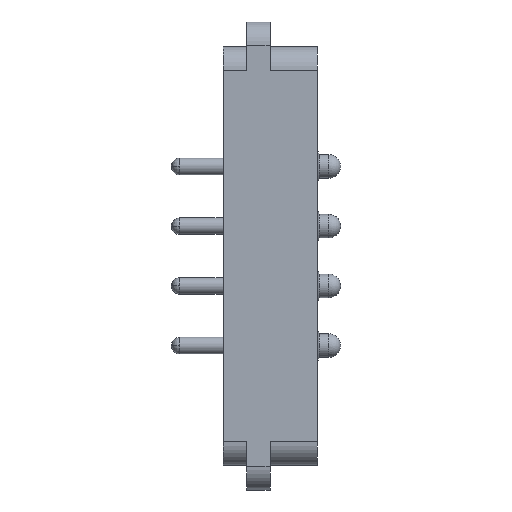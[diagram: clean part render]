
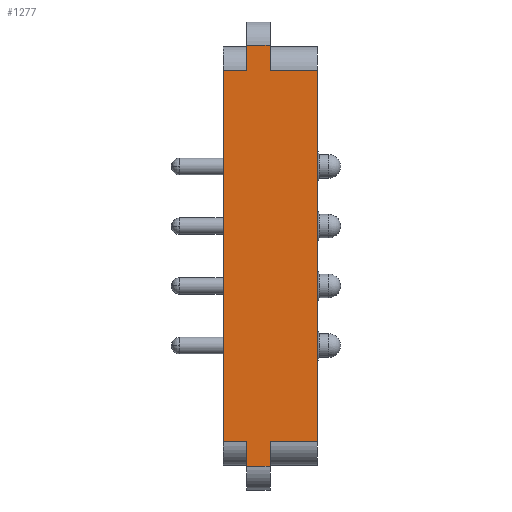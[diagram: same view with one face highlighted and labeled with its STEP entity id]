
A CAD part, top view. The second image highlights one B-rep face of the part: STEP entity #1277.
In plain terms, the highlighted planar face has unit normal (0, 0, 1).
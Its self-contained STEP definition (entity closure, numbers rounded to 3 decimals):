
#105 = VERTEX_POINT('',#106);
#106 = CARTESIAN_POINT('',(-7.9,0.,2.1));
#113 = EDGE_CURVE('',#114,#105,#116,.T.);
#114 = VERTEX_POINT('',#115);
#115 = CARTESIAN_POINT('',(7.9,0.,2.1));
#116 = LINE('',#117,#118);
#117 = CARTESIAN_POINT('',(7.9,0.,2.1));
#118 = VECTOR('',#119,1.);
#119 = DIRECTION('',(-1.,0.,0.));
#240 = VERTEX_POINT('',#241);
#241 = CARTESIAN_POINT('',(-8.95,-1.,2.1));
#250 = EDGE_CURVE('',#240,#251,#253,.T.);
#251 = VERTEX_POINT('',#252);
#252 = CARTESIAN_POINT('',(-7.9,-1.,2.1));
#253 = LINE('',#254,#255);
#254 = CARTESIAN_POINT('',(-8.95,-1.,2.1));
#255 = VECTOR('',#256,1.);
#256 = DIRECTION('',(1.,0.,0.));
#299 = EDGE_CURVE('',#105,#251,#300,.T.);
#300 = LINE('',#301,#302);
#301 = CARTESIAN_POINT('',(-7.9,0.,2.1));
#302 = VECTOR('',#303,1.);
#303 = DIRECTION('',(0.,-1.,0.));
#325 = VERTEX_POINT('',#326);
#326 = CARTESIAN_POINT('',(7.9,-1.,2.1));
#333 = EDGE_CURVE('',#114,#325,#334,.T.);
#334 = LINE('',#335,#336);
#335 = CARTESIAN_POINT('',(7.9,0.,2.1));
#336 = VECTOR('',#337,1.);
#337 = DIRECTION('',(0.,-1.,0.));
#496 = EDGE_CURVE('',#240,#497,#499,.T.);
#497 = VERTEX_POINT('',#498);
#498 = CARTESIAN_POINT('',(-8.95,-2.,2.1));
#499 = LINE('',#500,#501);
#500 = CARTESIAN_POINT('',(-8.95,-1.,2.1));
#501 = VECTOR('',#502,1.);
#502 = DIRECTION('',(0.,-1.,0.));
#605 = EDGE_CURVE('',#606,#325,#608,.T.);
#606 = VERTEX_POINT('',#607);
#607 = CARTESIAN_POINT('',(8.95,-1.,2.1));
#608 = LINE('',#609,#610);
#609 = CARTESIAN_POINT('',(8.95,-1.,2.1));
#610 = VECTOR('',#611,1.);
#611 = DIRECTION('',(-1.,0.,0.));
#709 = EDGE_CURVE('',#497,#710,#712,.T.);
#710 = VERTEX_POINT('',#711);
#711 = CARTESIAN_POINT('',(-7.9,-2.,2.1));
#712 = LINE('',#713,#714);
#713 = CARTESIAN_POINT('',(-8.95,-2.,2.1));
#714 = VECTOR('',#715,1.);
#715 = DIRECTION('',(1.,0.,0.));
#760 = EDGE_CURVE('',#710,#761,#763,.T.);
#761 = VERTEX_POINT('',#762);
#762 = CARTESIAN_POINT('',(-7.9,-4.,2.1));
#763 = LINE('',#764,#765);
#764 = CARTESIAN_POINT('',(-7.9,0.,2.1));
#765 = VECTOR('',#766,1.);
#766 = DIRECTION('',(0.,-1.,0.));
#800 = EDGE_CURVE('',#801,#761,#803,.T.);
#801 = VERTEX_POINT('',#802);
#802 = CARTESIAN_POINT('',(7.9,-4.,2.1));
#803 = LINE('',#804,#805);
#804 = CARTESIAN_POINT('',(7.9,-4.,2.1));
#805 = VECTOR('',#806,1.);
#806 = DIRECTION('',(-1.,0.,0.));
#924 = VERTEX_POINT('',#925);
#925 = CARTESIAN_POINT('',(7.9,-2.,2.1));
#941 = EDGE_CURVE('',#924,#801,#942,.T.);
#942 = LINE('',#943,#944);
#943 = CARTESIAN_POINT('',(7.9,0.,2.1));
#944 = VECTOR('',#945,1.);
#945 = DIRECTION('',(0.,-1.,0.));
#1184 = EDGE_CURVE('',#1185,#924,#1187,.T.);
#1185 = VERTEX_POINT('',#1186);
#1186 = CARTESIAN_POINT('',(8.95,-2.,2.1));
#1187 = LINE('',#1188,#1189);
#1188 = CARTESIAN_POINT('',(8.95,-2.,2.1));
#1189 = VECTOR('',#1190,1.);
#1190 = DIRECTION('',(-1.,0.,0.));
#1231 = EDGE_CURVE('',#606,#1185,#1232,.T.);
#1232 = LINE('',#1233,#1234);
#1233 = CARTESIAN_POINT('',(8.95,-1.,2.1));
#1234 = VECTOR('',#1235,1.);
#1235 = DIRECTION('',(0.,-1.,0.));
#1277 = ADVANCED_FACE('',(#1278),#1292,.T.);
#1278 = FACE_BOUND('',#1279,.T.);
#1279 = EDGE_LOOP('',(#1280,#1281,#1282,#1283,#1284,#1285,#1286,#1287,
    #1288,#1289,#1290,#1291));
#1280 = ORIENTED_EDGE('',*,*,#113,.T.);
#1281 = ORIENTED_EDGE('',*,*,#299,.T.);
#1282 = ORIENTED_EDGE('',*,*,#250,.F.);
#1283 = ORIENTED_EDGE('',*,*,#496,.T.);
#1284 = ORIENTED_EDGE('',*,*,#709,.T.);
#1285 = ORIENTED_EDGE('',*,*,#760,.T.);
#1286 = ORIENTED_EDGE('',*,*,#800,.F.);
#1287 = ORIENTED_EDGE('',*,*,#941,.F.);
#1288 = ORIENTED_EDGE('',*,*,#1184,.F.);
#1289 = ORIENTED_EDGE('',*,*,#1231,.F.);
#1290 = ORIENTED_EDGE('',*,*,#605,.T.);
#1291 = ORIENTED_EDGE('',*,*,#333,.F.);
#1292 = PLANE('',#1293);
#1293 = AXIS2_PLACEMENT_3D('',#1294,#1295,#1296);
#1294 = CARTESIAN_POINT('',(0.,-1.952,2.1));
#1295 = DIRECTION('',(0.,0.,1.));
#1296 = DIRECTION('',(0.,-1.,0.));
